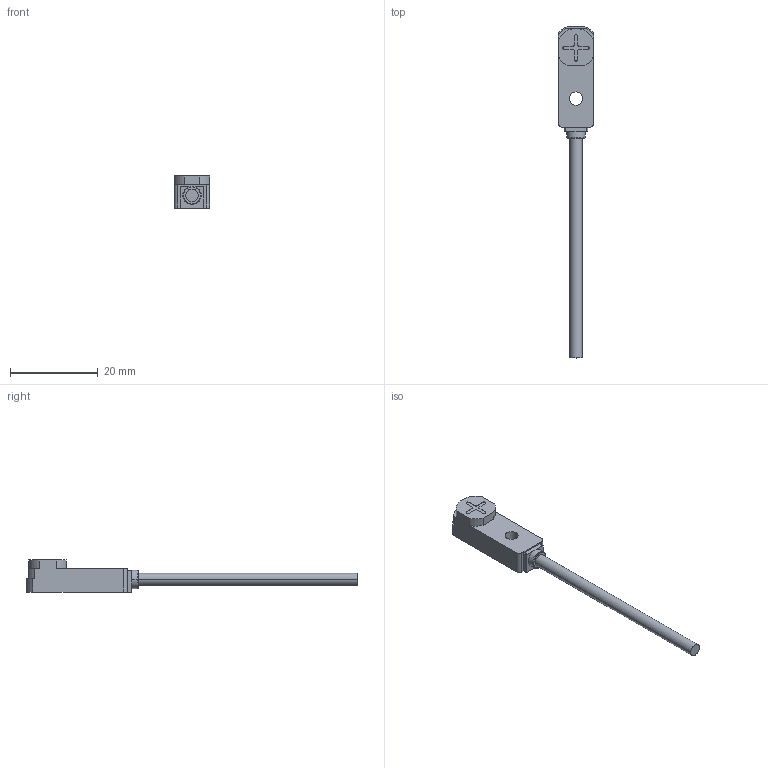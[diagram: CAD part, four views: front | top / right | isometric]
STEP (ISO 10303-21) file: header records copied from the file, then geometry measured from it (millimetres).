
FILE_DESCRIPTION((''),'2;1');
FILE_NAME('SQ08F-2_5NOF','2022-05-27T13:34:17',('Administrator'),(''),'CREO PARAMETRIC BY PTC INC, 2021023','CREO PARAMETRIC BY PTC INC, 2021023','');
FILE_SCHEMA(('CONFIG_CONTROL_DESIGN'));
Length unit declared in the file: millimetre
Products named in the file (1): SQ08F-2_5NOF
Bounding box: 8 x 75.5 x 7.3 mm (x, y, z)
Volume: 1384.6 mm3; surface area: 1246.1 mm2
Topology: 1 solids, 1 shells, 57 faces, 157 edges, 104 vertices
Faces by surface type: plane 27, cylinder 26, torus 4
Entity records: 1881 total; most frequent: DIRECTION 335, CARTESIAN_POINT 318, ORIENTED_EDGE 314, EDGE_CURVE 157, AXIS2_PLACEMENT_3D 121, VERTEX_POINT 104, VECTOR 93, LINE 93
